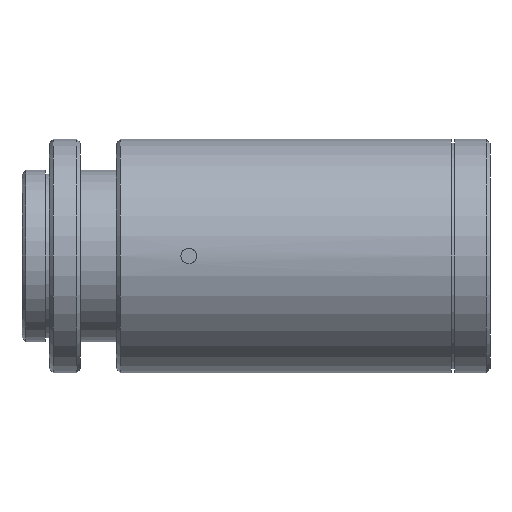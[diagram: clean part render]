
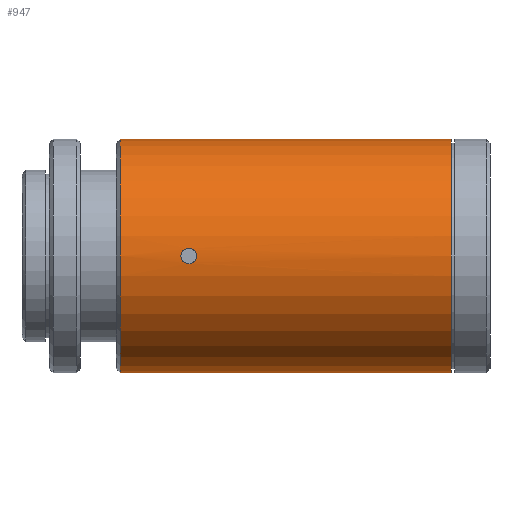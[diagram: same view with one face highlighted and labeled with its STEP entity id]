
A CAD part, front view. The second image highlights one B-rep face of the part: STEP entity #947.
In plain terms, the highlighted cylindrical face has radius 15 mm (diameter 30 mm), a partial arc.
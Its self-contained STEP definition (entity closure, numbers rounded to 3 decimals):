
#2 = CYLINDRICAL_SURFACE ( 'NONE', #1209, 15. ) ;
#7 = DIRECTION ( 'NONE',  ( -1., 0., 0. ) ) ;
#9 = CARTESIAN_POINT ( 'NONE',  ( -10.432, 0., 0. ) ) ;
#22 = AXIS2_PLACEMENT_3D ( 'NONE', #523, #1186, #330 ) ;
#47 = CARTESIAN_POINT ( 'NONE',  ( 11.288, -15., -0.13 ) ) ;
#51 = DIRECTION ( 'NONE',  ( 1., 0., 0. ) ) ;
#53 = CARTESIAN_POINT ( 'NONE',  ( 12.551, -14.968, -0.974 ) ) ;
#100 = ORIENTED_EDGE ( 'NONE', *, *, #677, .T. ) ;
#101 = ORIENTED_EDGE ( 'NONE', *, *, #500, .T. ) ;
#135 = CARTESIAN_POINT ( 'NONE',  ( 11.489, -14.988, 0.615 ) ) ;
#149 = CARTESIAN_POINT ( 'NONE',  ( 11.785, -14.975, -0.874 ) ) ;
#160 = CARTESIAN_POINT ( 'NONE',  ( 12.903, -14.979, -0.8 ) ) ;
#183 = FACE_BOUND ( 'NONE', #988, .T. ) ;
#191 = DIRECTION ( 'NONE',  ( -1., 0., 0. ) ) ;
#228 = EDGE_CURVE ( 'NONE', #489, #485, #532, .T. ) ;
#243 = CARTESIAN_POINT ( 'NONE',  ( 11.414, -14.992, 0.503 ) ) ;
#274 = CARTESIAN_POINT ( 'NONE',  ( 12.288, -14.967, 1. ) ) ;
#289 = CARTESIAN_POINT ( 'NONE',  ( 13.289, -15., 0.131 ) ) ;
#293 = DIRECTION ( 'NONE',  ( -1., 0., 0. ) ) ;
#296 = VERTEX_POINT ( 'NONE', #909 ) ;
#330 = DIRECTION ( 'NONE',  ( 0., 0., 1. ) ) ;
#341 = CARTESIAN_POINT ( 'NONE',  ( 11.488, -14.988, -0.614 ) ) ;
#349 = CARTESIAN_POINT ( 'NONE',  ( 13.262, -14.998, -0.263 ) ) ;
#379 = CARTESIAN_POINT ( 'NONE',  ( 13.088, -14.988, 0.614 ) ) ;
#389 = CARTESIAN_POINT ( 'NONE',  ( 12.812, -14.975, 0.891 ) ) ;
#443 = CARTESIAN_POINT ( 'NONE',  ( 11.314, -14.998, -0.261 ) ) ;
#452 = CARTESIAN_POINT ( 'NONE',  ( 12.288, -14.967, 1. ) ) ;
#485 = VERTEX_POINT ( 'NONE', #452 ) ;
#487 = FACE_OUTER_BOUND ( 'NONE', #735, .T. ) ;
#489 = VERTEX_POINT ( 'NONE', #910 ) ;
#499 = VERTEX_POINT ( 'NONE', #633 ) ;
#500 = EDGE_CURVE ( 'NONE', #499, #620, #955, .T. ) ;
#523 = CARTESIAN_POINT ( 'NONE',  ( 45.954, 0., 0. ) ) ;
#527 = CARTESIAN_POINT ( 'NONE',  ( 11.315, -14.998, 0.262 ) ) ;
#528 = CARTESIAN_POINT ( 'NONE',  ( 13.162, -14.992, -0.505 ) ) ;
#532 = B_SPLINE_CURVE_WITH_KNOTS ( 'NONE', 3,
 ( #544, #1115, #53, #1016, #160, #1206, #528, #349, #734, #289, #757, #858, #379, #389, #1132, #274 ),
 .UNSPECIFIED., .F., .F.,
 ( 4, 2, 2, 2, 2, 2, 2, 4 ),
 ( 0.003, 0.004, 0.004, 0.004, 0.005, 0.005, 0.005, 0.006 ),
 .UNSPECIFIED. ) ;
#535 = CARTESIAN_POINT ( 'NONE',  ( 11.673, -14.979, 0.799 ) ) ;
#544 = CARTESIAN_POINT ( 'NONE',  ( 12.288, -14.967, -1. ) ) ;
#549 = B_SPLINE_CURVE_WITH_KNOTS ( 'NONE', 3,
 ( #725, #1100, #814, #824, #535, #135, #243, #527, #631, #47, #443, #1005, #341, #1199, #149, #989, #622, #898 ),
 .UNSPECIFIED., .F., .F.,
 ( 4, 2, 2, 2, 2, 2, 2, 2, 4 ),
 ( 0., 0., 0.001, 0.001, 0.002, 0.002, 0.002, 0.003, 0.003 ),
 .UNSPECIFIED. ) ;
#563 = CARTESIAN_POINT ( 'NONE',  ( 3.514, 0., -15. ) ) ;
#610 = CARTESIAN_POINT ( 'NONE',  ( 45.954, 0., -15. ) ) ;
#620 = VERTEX_POINT ( 'NONE', #563 ) ;
#622 = CARTESIAN_POINT ( 'NONE',  ( 12.158, -14.967, -1. ) ) ;
#631 = CARTESIAN_POINT ( 'NONE',  ( 11.288, -15., 0.131 ) ) ;
#633 = CARTESIAN_POINT ( 'NONE',  ( 3.514, 0., 15. ) ) ;
#663 = CARTESIAN_POINT ( 'NONE',  ( -10.432, 0., -15. ) ) ;
#677 = EDGE_CURVE ( 'NONE', #1124, #296, #1106, .T. ) ;
#684 = ORIENTED_EDGE ( 'NONE', *, *, #956, .F. ) ;
#687 = LINE ( 'NONE', #1078, #1105 ) ;
#725 = CARTESIAN_POINT ( 'NONE',  ( 12.288, -14.967, 1. ) ) ;
#734 = CARTESIAN_POINT ( 'NONE',  ( 13.288, -15., -0.133 ) ) ;
#735 = EDGE_LOOP ( 'NONE', ( #684, #100, #952, #101 ) ) ;
#738 = ORIENTED_EDGE ( 'NONE', *, *, #228, .F. ) ;
#757 = CARTESIAN_POINT ( 'NONE',  ( 13.263, -14.998, 0.261 ) ) ;
#774 = DIRECTION ( 'NONE',  ( 0., 0., 1. ) ) ;
#814 = CARTESIAN_POINT ( 'NONE',  ( 12.027, -14.968, 0.974 ) ) ;
#824 = CARTESIAN_POINT ( 'NONE',  ( 11.784, -14.975, 0.874 ) ) ;
#827 = DIRECTION ( 'NONE',  ( 0., 0., 1. ) ) ;
#854 = LINE ( 'NONE', #663, #1022 ) ;
#858 = CARTESIAN_POINT ( 'NONE',  ( 13.162, -14.992, 0.503 ) ) ;
#898 = CARTESIAN_POINT ( 'NONE',  ( 12.288, -14.967, -1. ) ) ;
#909 = CARTESIAN_POINT ( 'NONE',  ( 45.954, 0., 15. ) ) ;
#910 = CARTESIAN_POINT ( 'NONE',  ( 12.288, -14.967, -1. ) ) ;
#947 = ADVANCED_FACE ( 'NONE', ( #487, #183 ), #2, .T. ) ;
#952 = ORIENTED_EDGE ( 'NONE', *, *, #1143, .T. ) ;
#955 = CIRCLE ( 'NONE', #1226, 15. ) ;
#956 = EDGE_CURVE ( 'NONE', #1124, #620, #854, .T. ) ;
#978 = ORIENTED_EDGE ( 'NONE', *, *, #1088, .F. ) ;
#988 = EDGE_LOOP ( 'NONE', ( #978, #738 ) ) ;
#989 = CARTESIAN_POINT ( 'NONE',  ( 12.027, -14.968, -0.974 ) ) ;
#1005 = CARTESIAN_POINT ( 'NONE',  ( 11.415, -14.992, -0.503 ) ) ;
#1007 = CARTESIAN_POINT ( 'NONE',  ( 3.514, 0., 0. ) ) ;
#1016 = CARTESIAN_POINT ( 'NONE',  ( 12.791, -14.975, -0.874 ) ) ;
#1022 = VECTOR ( 'NONE', #293, 1000. ) ;
#1078 = CARTESIAN_POINT ( 'NONE',  ( -10.432, 0., 15. ) ) ;
#1088 = EDGE_CURVE ( 'NONE', #485, #489, #549, .T. ) ;
#1100 = CARTESIAN_POINT ( 'NONE',  ( 12.156, -14.967, 1. ) ) ;
#1105 = VECTOR ( 'NONE', #7, 1000. ) ;
#1106 = CIRCLE ( 'NONE', #22, 15. ) ;
#1115 = CARTESIAN_POINT ( 'NONE',  ( 12.419, -14.967, -1. ) ) ;
#1124 = VERTEX_POINT ( 'NONE', #610 ) ;
#1132 = CARTESIAN_POINT ( 'NONE',  ( 12.553, -14.967, 1. ) ) ;
#1143 = EDGE_CURVE ( 'NONE', #296, #499, #687, .T. ) ;
#1186 = DIRECTION ( 'NONE',  ( -1., 0., 0. ) ) ;
#1199 = CARTESIAN_POINT ( 'NONE',  ( 11.675, -14.979, -0.8 ) ) ;
#1206 = CARTESIAN_POINT ( 'NONE',  ( 13.087, -14.988, -0.615 ) ) ;
#1209 = AXIS2_PLACEMENT_3D ( 'NONE', #9, #191, #774 ) ;
#1226 = AXIS2_PLACEMENT_3D ( 'NONE', #1007, #51, #827 ) ;
